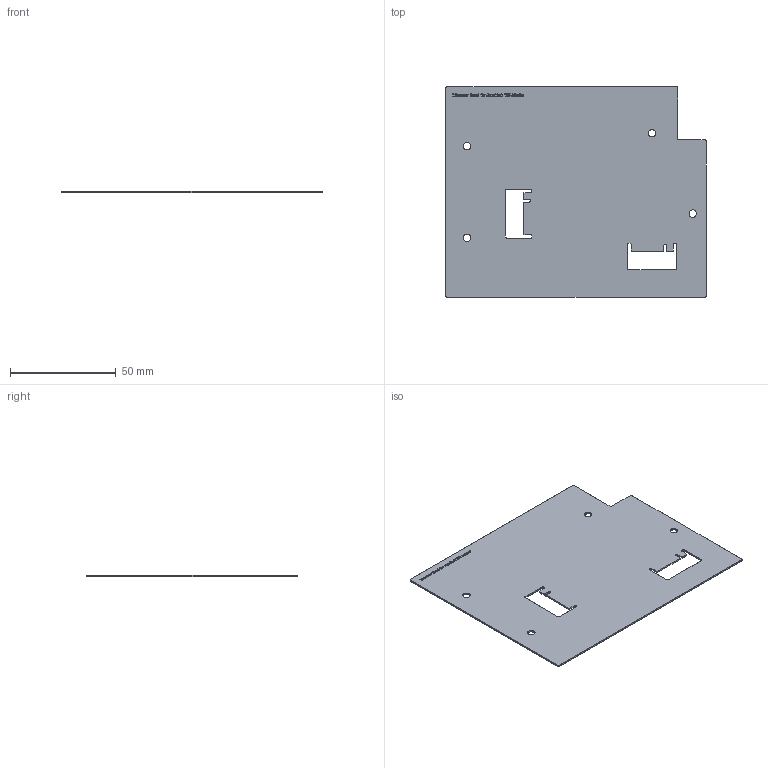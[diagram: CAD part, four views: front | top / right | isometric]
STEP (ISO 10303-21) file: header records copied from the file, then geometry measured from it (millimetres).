
FILE_DESCRIPTION(('KiCad electronic assembly'),'2;1');
FILE_NAME('Interposer_Board_JoneyTech.step','2025-02-04T12:43:43',( 'Pcbnew'),('Kicad'),'Open CASCADE STEP processor 7.8', 'KiCad to STEP converter','Unknown');
FILE_SCHEMA(('AUTOMOTIVE_DESIGN { 1 0 10303 214 1 1 1 1 }'));
Length unit declared in the file: millimetre
Products named in the file (4): Interposer_Board_JoneyTech 1; Interposer_Board_JoneyTech_silkscreen; Interposer_Board_JoneyTech_soldermask; Interposer_Board_JoneyTech_PCB
Assembly tree (3 placements, depth 2):
  Interposer_Board_JoneyTech 1
    Interposer_Board_JoneyTech_silkscreen
    Interposer_Board_JoneyTech_soldermask
    Interposer_Board_JoneyTech_PCB
Bounding box: 123 x 99.5 x 0.82 mm (x, y, z)
Volume: 7892 mm3; surface area: 46217.7 mm2
Topology: 1 solids, 40 shells, 127 faces, 1274 edges, 1188 vertices
Faces by surface type: plane 97, cylinder 30
Full cylindrical faces by diameter (mm): 3.5 x4
Entity records: 12174 total; most frequent: CARTESIAN_POINT 2593, DIRECTION 1814, ORIENTED_EDGE 1532, EDGE_CURVE 1274, VERTEX_POINT 1188, LINE 996, VECTOR 996, AXIS2_PLACEMENT_3D 409
